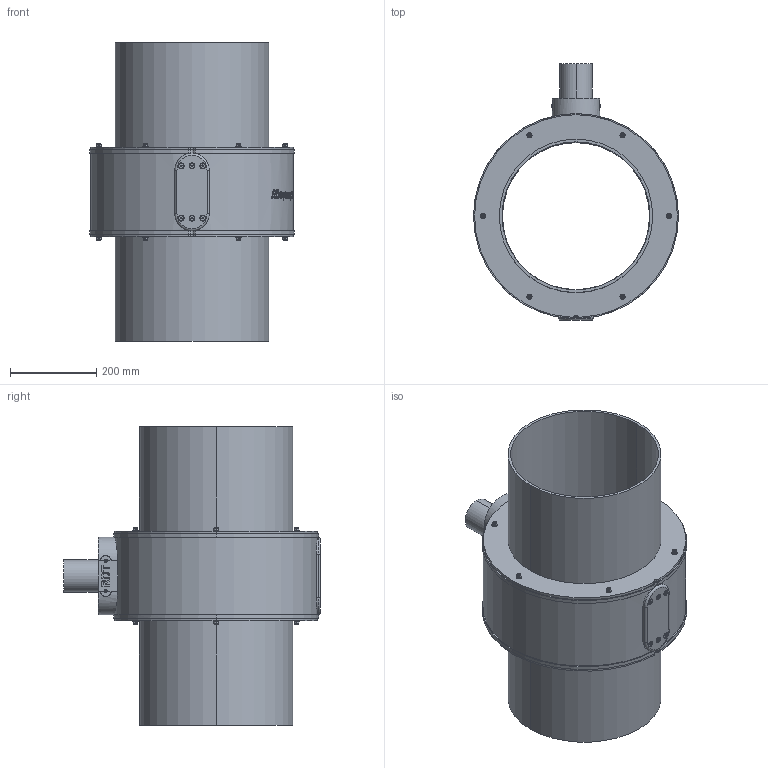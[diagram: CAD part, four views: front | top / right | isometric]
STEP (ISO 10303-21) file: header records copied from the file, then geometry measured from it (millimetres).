
FILE_DESCRIPTION (( 'STEP AP214' ), '1' );
FILE_NAME ('P-341-030-rev-C-BT(Flanged).STEP', '2024-08-03T11:44:53', ( '' ), ( '' ), 'SwSTEP 2.0', 'SolidWorks 2024', '' );
FILE_SCHEMA (( 'AUTOMOTIVE_DESIGN' ));
Length unit declared in the file: millimetre
Products named in the file (1): P-341-030-rev-C-BT(Flanged)
Bounding box: 475 x 595.04 x 692 mm (x, y, z)
Volume: 21602378.9 mm3; surface area: 1847670.2 mm2
Topology: 1 solids, 34 shells, 1303 faces, 3096 edges, 1893 vertices
Faces by surface type: plane 533, cylinder 367, bspline 169, cone 156, torus 70, sphere 8
Entity records: 78626 total; most frequent: CARTESIAN_POINT 49762, ORIENTED_EDGE 6040, DIRECTION 5744, EDGE_CURVE 3020, AXIS2_PLACEMENT_3D 2206, VERTEX_POINT 1893, EDGE_LOOP 1455, VECTOR 1332
